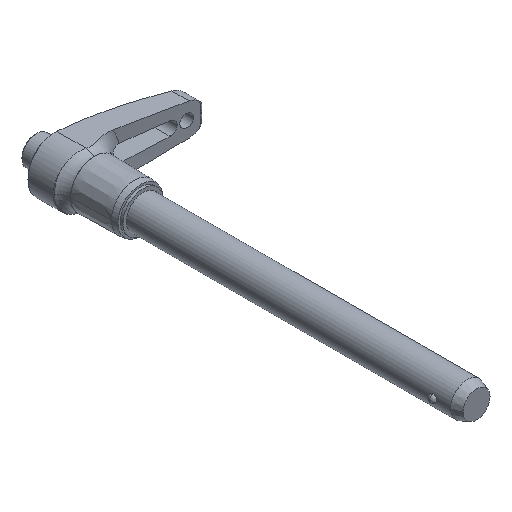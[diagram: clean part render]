
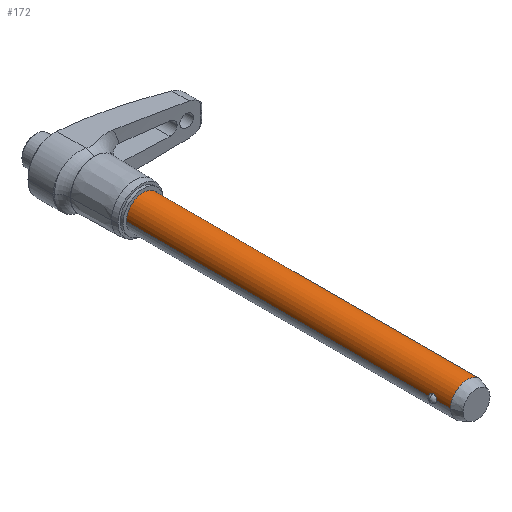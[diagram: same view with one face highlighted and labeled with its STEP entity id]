
A CAD part, isometric view. The second image highlights one B-rep face of the part: STEP entity #172.
In plain terms, the highlighted cylindrical face has radius 6.35 mm (diameter 12.7 mm), a partial arc.
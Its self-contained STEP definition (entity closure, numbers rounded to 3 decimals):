
#172=ADVANCED_FACE('',(#359),#360,.T.);
#359=FACE_OUTER_BOUND('',#557,.T.);
#360=CYLINDRICAL_SURFACE('',#558,6.35);
#557=EDGE_LOOP('',(#999,#1000,#1001,#1002,#1003,#1004,#1005,#1006,#1007,#1008));
#558=AXIS2_PLACEMENT_3D('',#1009,#1010,#1011);
#999=ORIENTED_EDGE('',*,*,#1302,.T.);
#1000=ORIENTED_EDGE('',*,*,#1296,.T.);
#1001=ORIENTED_EDGE('',*,*,#1328,.T.);
#1002=ORIENTED_EDGE('',*,*,#1308,.T.);
#1003=ORIENTED_EDGE('',*,*,#1311,.F.);
#1004=ORIENTED_EDGE('',*,*,#1306,.T.);
#1005=ORIENTED_EDGE('',*,*,#1330,.T.);
#1006=ORIENTED_EDGE('',*,*,#1185,.T.);
#1007=ORIENTED_EDGE('',*,*,#1304,.T.);
#1008=ORIENTED_EDGE('',*,*,#1340,.T.);
#1009=CARTESIAN_POINT('',(0.0,-62.992,0.0));
#1010=DIRECTION('',(-0.0,1.0,0.0));
#1011=DIRECTION('',(1.0,0.0,0.0));
#1185=EDGE_CURVE('',#1405,#1408,#1410,.T.);
#1296=EDGE_CURVE('',#1596,#1594,#1597,.T.);
#1302=EDGE_CURVE('',#1603,#1596,#1604,.T.);
#1304=EDGE_CURVE('',#1408,#1605,#1607,.T.);
#1306=EDGE_CURVE('',#1610,#1608,#1611,.T.);
#1308=EDGE_CURVE('',#1614,#1612,#1615,.T.);
#1311=EDGE_CURVE('',#1610,#1612,#1618,.T.);
#1328=EDGE_CURVE('',#1594,#1614,#1637,.T.);
#1330=EDGE_CURVE('',#1608,#1405,#1639,.T.);
#1340=EDGE_CURVE('',#1605,#1603,#1650,.T.);
#1405=VERTEX_POINT('',#1741);
#1408=VERTEX_POINT('',#1744);
#1410=B_SPLINE_CURVE_WITH_KNOTS('',3,(#1759,#1760,#1761,#1762,#1763,#1764,#1765,#1766,#1767,#1768,#1769,#1770,#1771,#1772),.UNSPECIFIED.,.F.,.F.,(4,2,2,2,2,2,4),(0.0,0.507,1.013,1.242,1.471,1.846,2.221),.UNSPECIFIED.);
#1594=VERTEX_POINT('',#2555);
#1596=VERTEX_POINT('',#2557);
#1597=B_SPLINE_CURVE_WITH_KNOTS('',3,(#2558,#2559,#2560,#2561,#2562,#2563,#2564,#2565,#2566,#2567,#2568,#2569,#2570,#2571),.UNSPECIFIED.,.F.,.F.,(4,2,2,2,2,2,4),(2.221,2.596,2.971,3.2,3.429,3.935,4.442),.UNSPECIFIED.);
#1603=VERTEX_POINT('',#2613);
#1604=LINE('',#2614,#2615);
#1605=VERTEX_POINT('',#2616);
#1607=LINE('',#2618,#2619);
#1608=VERTEX_POINT('',#2620);
#1610=VERTEX_POINT('',#2635);
#1611=LINE('',#2636,#2637);
#1612=VERTEX_POINT('',#2638);
#1614=VERTEX_POINT('',#2640);
#1615=LINE('',#2641,#2642);
#1618=CIRCLE('',#2658,6.35);
#1637=B_SPLINE_CURVE_WITH_KNOTS('',3,(#2681,#2682,#2683,#2684,#2685,#2686,#2687,#2688,#2689,#2690,#2691,#2692,#2693,#2694),.UNSPECIFIED.,.F.,.F.,(4,2,2,2,2,2,4),(4.442,4.948,5.455,5.684,5.912,6.288,6.663),.UNSPECIFIED.);
#1639=B_SPLINE_CURVE_WITH_KNOTS('',3,(#2696,#2697,#2698,#2699,#2700,#2701,#2702,#2703,#2704,#2705,#2706,#2707,#2708,#2709),.UNSPECIFIED.,.F.,.F.,(4,2,2,2,2,2,4),(6.663,7.038,7.413,7.642,7.871,8.377,8.884),.UNSPECIFIED.);
#1650=CIRCLE('',#2723,6.35);
#1741=CARTESIAN_POINT('',(-6.172,-115.768,1.495));
#1744=CARTESIAN_POINT('',(-6.35,-117.237,0.));
#1759=CARTESIAN_POINT('',(-6.172,-115.768,1.495));
#1760=CARTESIAN_POINT('',(-6.172,-115.937,1.495));
#1761=CARTESIAN_POINT('',(-6.179,-116.118,1.464));
#1762=CARTESIAN_POINT('',(-6.208,-116.454,1.336));
#1763=CARTESIAN_POINT('',(-6.229,-116.609,1.24));
#1764=CARTESIAN_POINT('',(-6.258,-116.791,1.079));
#1765=CARTESIAN_POINT('',(-6.268,-116.849,1.019));
#1766=CARTESIAN_POINT('',(-6.288,-116.953,0.891));
#1767=CARTESIAN_POINT('',(-6.297,-117.,0.822));
#1768=CARTESIAN_POINT('',(-6.318,-117.099,0.648));
#1769=CARTESIAN_POINT('',(-6.33,-117.152,0.522));
#1770=CARTESIAN_POINT('',(-6.346,-117.221,0.261));
#1771=CARTESIAN_POINT('',(-6.35,-117.237,0.125));
#1772=CARTESIAN_POINT('',(-6.35,-117.237,0.));
#2555=CARTESIAN_POINT('',(6.172,-115.768,1.495));
#2557=CARTESIAN_POINT('',(6.35,-117.237,0.));
#2558=CARTESIAN_POINT('',(6.35,-117.237,0.0));
#2559=CARTESIAN_POINT('',(6.35,-117.237,0.125));
#2560=CARTESIAN_POINT('',(6.346,-117.221,0.261));
#2561=CARTESIAN_POINT('',(6.33,-117.152,0.522));
#2562=CARTESIAN_POINT('',(6.318,-117.099,0.648));
#2563=CARTESIAN_POINT('',(6.297,-117.,0.822));
#2564=CARTESIAN_POINT('',(6.288,-116.953,0.891));
#2565=CARTESIAN_POINT('',(6.268,-116.849,1.019));
#2566=CARTESIAN_POINT('',(6.258,-116.791,1.079));
#2567=CARTESIAN_POINT('',(6.229,-116.609,1.24));
#2568=CARTESIAN_POINT('',(6.208,-116.454,1.336));
#2569=CARTESIAN_POINT('',(6.179,-116.118,1.464));
#2570=CARTESIAN_POINT('',(6.172,-115.937,1.495));
#2571=CARTESIAN_POINT('',(6.172,-115.768,1.495));
#2613=CARTESIAN_POINT('',(6.35,-122.479,0.0));
#2614=CARTESIAN_POINT('',(6.35,-62.992,0.));
#2615=VECTOR('',#3114,1.0);
#2616=CARTESIAN_POINT('',(-6.35,-122.479,0.));
#2618=CARTESIAN_POINT('',(-6.35,-62.992,0.));
#2619=VECTOR('',#3118,1.0);
#2620=CARTESIAN_POINT('',(-6.35,-114.3,0.));
#2635=CARTESIAN_POINT('',(-6.35,0.0,0.));
#2636=CARTESIAN_POINT('',(-6.35,-62.992,0.));
#2637=VECTOR('',#3119,1.0);
#2638=CARTESIAN_POINT('',(6.35,0.0,0.0));
#2640=CARTESIAN_POINT('',(6.35,-114.3,0.));
#2641=CARTESIAN_POINT('',(6.35,-62.992,0.));
#2642=VECTOR('',#3123,1.0);
#2658=AXIS2_PLACEMENT_3D('',#3124,#3125,#3126);
#2681=CARTESIAN_POINT('',(6.172,-115.768,1.495));
#2682=CARTESIAN_POINT('',(6.172,-115.6,1.495));
#2683=CARTESIAN_POINT('',(6.179,-115.419,1.464));
#2684=CARTESIAN_POINT('',(6.208,-115.083,1.336));
#2685=CARTESIAN_POINT('',(6.229,-114.928,1.24));
#2686=CARTESIAN_POINT('',(6.258,-114.746,1.079));
#2687=CARTESIAN_POINT('',(6.268,-114.688,1.019));
#2688=CARTESIAN_POINT('',(6.288,-114.583,0.891));
#2689=CARTESIAN_POINT('',(6.297,-114.537,0.822));
#2690=CARTESIAN_POINT('',(6.318,-114.438,0.648));
#2691=CARTESIAN_POINT('',(6.33,-114.385,0.522));
#2692=CARTESIAN_POINT('',(6.346,-114.316,0.261));
#2693=CARTESIAN_POINT('',(6.35,-114.3,0.125));
#2694=CARTESIAN_POINT('',(6.35,-114.3,0.));
#2696=CARTESIAN_POINT('',(-6.35,-114.3,0.));
#2697=CARTESIAN_POINT('',(-6.35,-114.3,0.125));
#2698=CARTESIAN_POINT('',(-6.346,-114.316,0.261));
#2699=CARTESIAN_POINT('',(-6.33,-114.385,0.522));
#2700=CARTESIAN_POINT('',(-6.318,-114.438,0.648));
#2701=CARTESIAN_POINT('',(-6.297,-114.537,0.822));
#2702=CARTESIAN_POINT('',(-6.288,-114.583,0.891));
#2703=CARTESIAN_POINT('',(-6.268,-114.688,1.019));
#2704=CARTESIAN_POINT('',(-6.258,-114.746,1.079));
#2705=CARTESIAN_POINT('',(-6.229,-114.928,1.24));
#2706=CARTESIAN_POINT('',(-6.208,-115.083,1.336));
#2707=CARTESIAN_POINT('',(-6.179,-115.419,1.464));
#2708=CARTESIAN_POINT('',(-6.172,-115.6,1.495));
#2709=CARTESIAN_POINT('',(-6.172,-115.768,1.495));
#2723=AXIS2_PLACEMENT_3D('',#3158,#3159,#3160);
#3114=DIRECTION('',(0.0,1.0,0.0));
#3118=DIRECTION('',(-0.0,-1.0,-0.0));
#3119=DIRECTION('',(-0.0,-1.0,-0.0));
#3123=DIRECTION('',(0.0,1.0,0.0));
#3124=CARTESIAN_POINT('',(0.0,0.0,0.0));
#3125=DIRECTION('',(-0.0,1.0,0.0));
#3126=DIRECTION('',(1.0,0.0,0.0));
#3158=CARTESIAN_POINT('',(0.0,-122.479,0.0));
#3159=DIRECTION('',(0.,1.0,0.0));
#3160=DIRECTION('',(1.0,0.,0.0));
